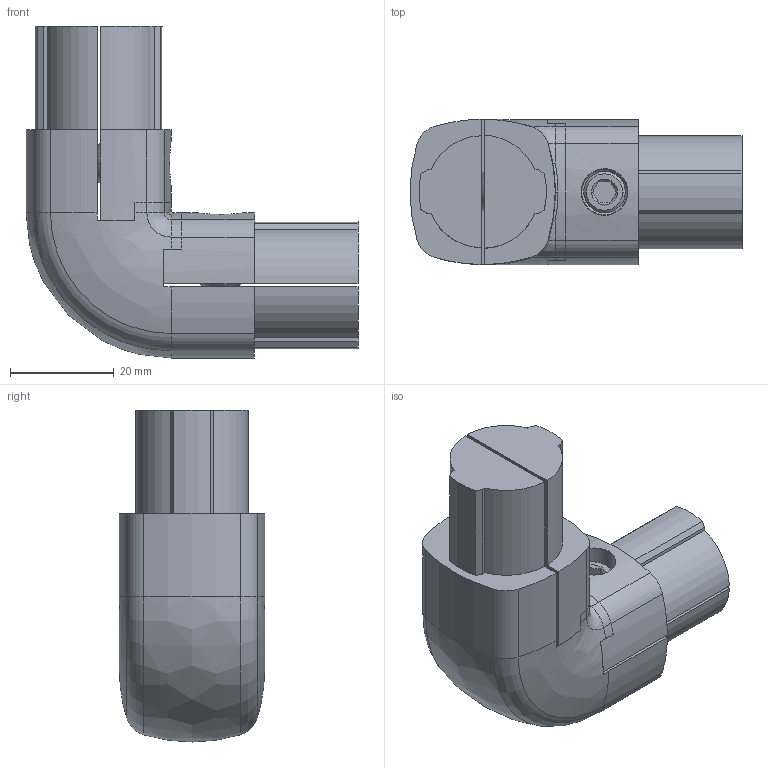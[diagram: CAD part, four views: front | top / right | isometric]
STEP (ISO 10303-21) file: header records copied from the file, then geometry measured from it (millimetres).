
FILE_DESCRIPTION(/* description */ (''),/* implementation_level */ '2;1');
FILE_NAME(/* name */ '41D-139-0.stp',/* time_stamp */ '2022-07-21T10:50:26-04:00',/* author */ ('aorselli'),/* organization */ (''),/* preprocessor_version */ 'ST-DEVELOPER v18.1',/* originating_system */ 'AutoCAD Mechanical',/* authorisation */ '');
FILE_SCHEMA (('AUTOMOTIVE_DESIGN { 1 0 10303 214 3 1 1 }'));
Length unit declared in the file: millimetre
Products named in the file (1): 41D-139-0
Bounding box: 64 x 28 x 64 mm (x, y, z)
Volume: 17614.8 mm3; surface area: 17306.8 mm2
Topology: 6 solids, 7 shells, 189 faces, 465 edges, 292 vertices
Faces by surface type: plane 88, cylinder 54, cone 32, bspline 7, torus 4, sphere 4
Entity records: 6076 total; most frequent: CARTESIAN_POINT 1603, DIRECTION 928, ORIENTED_EDGE 922, EDGE_CURVE 461, AXIS2_PLACEMENT_3D 342, VERTEX_POINT 292, LINE 244, VECTOR 244
